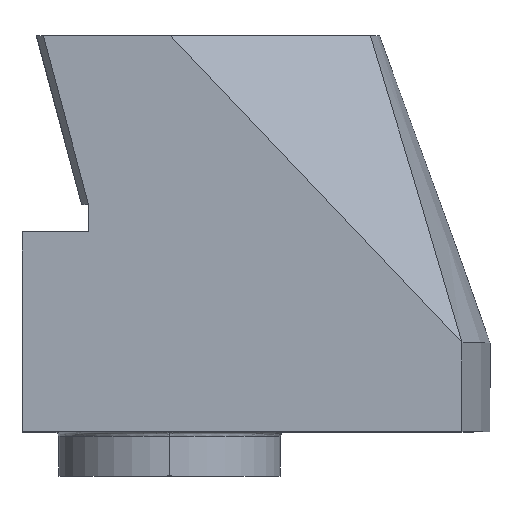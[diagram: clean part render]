
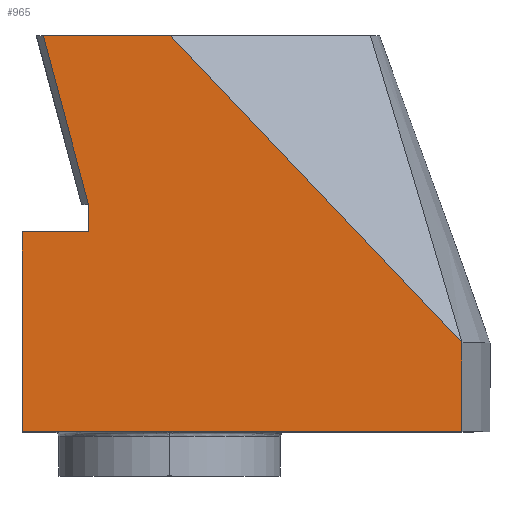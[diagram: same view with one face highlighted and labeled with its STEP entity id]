
A CAD part, top view. The second image highlights one B-rep face of the part: STEP entity #965.
In plain terms, the highlighted planar face has unit normal (0, 0, 1).
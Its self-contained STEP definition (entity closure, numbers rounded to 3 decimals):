
#4 = CARTESIAN_POINT ( 'NONE',  ( -7.3, 24.5, 12.075 ) ) ;
#9 = ORIENTED_EDGE ( 'NONE', *, *, #541, .F. ) ;
#22 = VERTEX_POINT ( 'NONE', #680 ) ;
#41 = DIRECTION ( 'NONE',  ( 0., -1., 0. ) ) ;
#47 = LINE ( 'NONE', #302, #318 ) ;
#71 = EDGE_CURVE ( 'NONE', #180, #688, #332, .T. ) ;
#78 = VECTOR ( 'NONE', #41, 1000. ) ;
#85 = DIRECTION ( 'NONE',  ( 0., 1., 0. ) ) ;
#111 = FACE_OUTER_BOUND ( 'NONE', #426, .T. ) ;
#112 = VECTOR ( 'NONE', #912, 1000. ) ;
#123 = VERTEX_POINT ( 'NONE', #921 ) ;
#141 = LINE ( 'NONE', #563, #192 ) ;
#155 = EDGE_CURVE ( 'NONE', #869, #382, #47, .T. ) ;
#157 = LINE ( 'NONE', #410, #252 ) ;
#179 = CARTESIAN_POINT ( 'NONE',  ( 26.367, 12., 12.075 ) ) ;
#180 = VERTEX_POINT ( 'NONE', #4 ) ;
#192 = VECTOR ( 'NONE', #794, 1000. ) ;
#197 = ORIENTED_EDGE ( 'NONE', *, *, #155, .F. ) ;
#214 = LINE ( 'NONE', #907, #462 ) ;
#217 = ORIENTED_EDGE ( 'NONE', *, *, #830, .F. ) ;
#227 = VECTOR ( 'NONE', #85, 1000. ) ;
#252 = VECTOR ( 'NONE', #651, 1000. ) ;
#253 = EDGE_CURVE ( 'NONE', #382, #920, #561, .T. ) ;
#302 = CARTESIAN_POINT ( 'NONE',  ( 0.052, 39.7, 12.075 ) ) ;
#318 = VECTOR ( 'NONE', #764, 1000. ) ;
#328 = CARTESIAN_POINT ( 'NONE',  ( 26.367, -0.3, 12.075 ) ) ;
#332 = LINE ( 'NONE', #754, #112 ) ;
#369 = VERTEX_POINT ( 'NONE', #870 ) ;
#376 = CARTESIAN_POINT ( 'NONE',  ( 30., 22., 12.075 ) ) ;
#382 = VERTEX_POINT ( 'NONE', #179 ) ;
#392 = CARTESIAN_POINT ( 'NONE',  ( 30., -0.3, 12.075 ) ) ;
#410 = CARTESIAN_POINT ( 'NONE',  ( 30., 4., 12.075 ) ) ;
#426 = EDGE_LOOP ( 'NONE', ( #217, #799, #786, #551, #904, #9, #566, #197, #709 ) ) ;
#459 = CARTESIAN_POINT ( 'NONE',  ( 26.367, 4., 12.075 ) ) ;
#462 = VECTOR ( 'NONE', #597, 1000. ) ;
#478 = CARTESIAN_POINT ( 'NONE',  ( -13.3, 4., 12.075 ) ) ;
#497 = VECTOR ( 'NONE', #617, 1000. ) ;
#508 = VECTOR ( 'NONE', #554, 1000. ) ;
#512 = AXIS2_PLACEMENT_3D ( 'NONE', #392, #550, #867 ) ;
#541 = EDGE_CURVE ( 'NONE', #920, #975, #157, .T. ) ;
#550 = DIRECTION ( 'NONE',  ( 0., 0., -1. ) ) ;
#551 = ORIENTED_EDGE ( 'NONE', *, *, #895, .F. ) ;
#554 = DIRECTION ( 'NONE',  ( -1., 0., 0. ) ) ;
#561 = LINE ( 'NONE', #328, #78 ) ;
#563 = CARTESIAN_POINT ( 'NONE',  ( -7.306, 24.5, 12.075 ) ) ;
#566 = ORIENTED_EDGE ( 'NONE', *, *, #253, .F. ) ;
#597 = DIRECTION ( 'NONE',  ( 0., 1., 0. ) ) ;
#617 = DIRECTION ( 'NONE',  ( 1., 0., 0. ) ) ;
#630 = LINE ( 'NONE', #762, #227 ) ;
#651 = DIRECTION ( 'NONE',  ( -1., 0., 0. ) ) ;
#680 = CARTESIAN_POINT ( 'NONE',  ( -13.3, 22., 12.075 ) ) ;
#688 = VERTEX_POINT ( 'NONE', #757 ) ;
#690 = EDGE_CURVE ( 'NONE', #975, #22, #214, .T. ) ;
#709 = ORIENTED_EDGE ( 'NONE', *, *, #946, .T. ) ;
#713 = CARTESIAN_POINT ( 'NONE',  ( 0.052, 39.7, 12.075 ) ) ;
#718 = LINE ( 'NONE', #917, #508 ) ;
#754 = CARTESIAN_POINT ( 'NONE',  ( 30., 24.5, 12.075 ) ) ;
#755 = LINE ( 'NONE', #376, #497 ) ;
#757 = CARTESIAN_POINT ( 'NONE',  ( -7.306, 24.5, 12.075 ) ) ;
#762 = CARTESIAN_POINT ( 'NONE',  ( -7.3, -0.3, 12.075 ) ) ;
#764 = DIRECTION ( 'NONE',  ( 0.689, -0.725, 0. ) ) ;
#786 = ORIENTED_EDGE ( 'NONE', *, *, #790, .F. ) ;
#790 = EDGE_CURVE ( 'NONE', #369, #180, #630, .T. ) ;
#794 = DIRECTION ( 'NONE',  ( -0.259, 0.966, 0. ) ) ;
#799 = ORIENTED_EDGE ( 'NONE', *, *, #71, .F. ) ;
#830 = EDGE_CURVE ( 'NONE', #688, #123, #141, .T. ) ;
#860 = PLANE ( 'NONE',  #512 ) ;
#867 = DIRECTION ( 'NONE',  ( -1., 0., 0. ) ) ;
#869 = VERTEX_POINT ( 'NONE', #713 ) ;
#870 = CARTESIAN_POINT ( 'NONE',  ( -7.3, 22., 12.075 ) ) ;
#895 = EDGE_CURVE ( 'NONE', #22, #369, #755, .T. ) ;
#904 = ORIENTED_EDGE ( 'NONE', *, *, #690, .F. ) ;
#907 = CARTESIAN_POINT ( 'NONE',  ( -13.3, -0.3, 12.075 ) ) ;
#912 = DIRECTION ( 'NONE',  ( -1., 0., 0. ) ) ;
#917 = CARTESIAN_POINT ( 'NONE',  ( 29., 39.7, 12.075 ) ) ;
#920 = VERTEX_POINT ( 'NONE', #459 ) ;
#921 = CARTESIAN_POINT ( 'NONE',  ( -11.379, 39.7, 12.075 ) ) ;
#946 = EDGE_CURVE ( 'NONE', #869, #123, #718, .T. ) ;
#965 = ADVANCED_FACE ( 'NONE', ( #111 ), #860, .F. ) ;
#975 = VERTEX_POINT ( 'NONE', #478 ) ;
